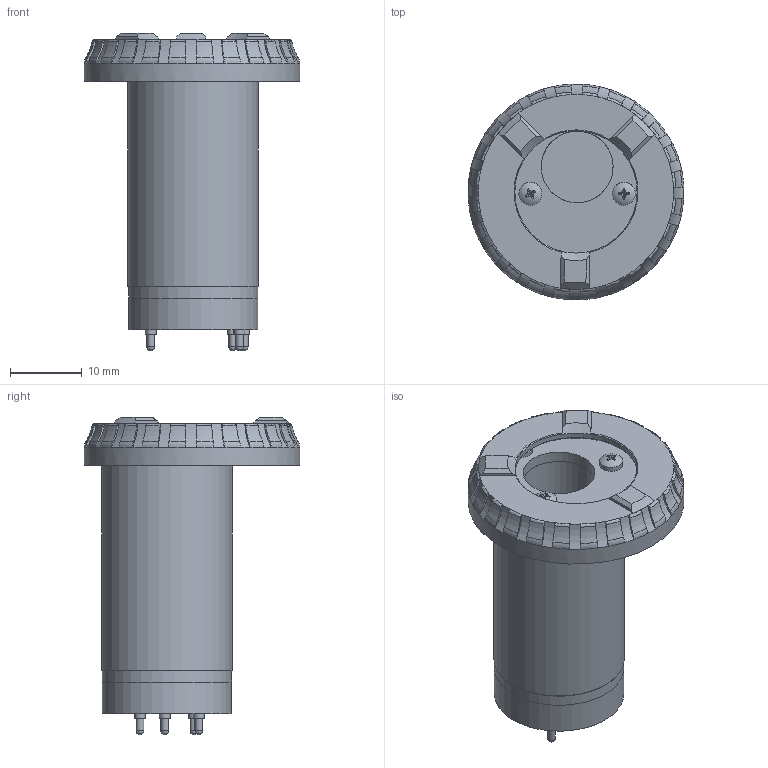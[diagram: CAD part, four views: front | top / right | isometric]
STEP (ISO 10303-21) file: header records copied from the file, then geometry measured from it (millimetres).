
FILE_DESCRIPTION(/* description */ ('Unknown'),/* implementation_level */ '2;1');
FILE_NAME(/* name */ 'ASM TEST_BATT',/* time_stamp */ '2022-12-05T21:06:46+01:00',/* author */ ('Unknown'),/* organization */ ('Unknown'),/* preprocessor_version */ 'ST-DEVELOPER v18.102',/* originating_system */ 'Solid Edge',/* authorisation */ 'Unknown');
FILE_SCHEMA (('AUTOMOTIVE_DESIGN {1 0 10303 214 3 1 1}'));
Length unit declared in the file: millimetre
Products named in the file (9): ASM TEST_BATT; ZOCALO; BASTIDOR TEST; PCB_TEST_BATT_TOP; Tornillo de cabeza ancha DIN 7985 - M1.6x4-A4; TARJETA TEST_BATT_BOT_ASM.par; TARJETA TEST_BATT_BOT; ED10398-ND    DIGI-KEY; TAPA TEST_BATT
Assembly tree (16 placements, depth 3):
  ASM TEST_BATT
    ZOCALO
    BASTIDOR TEST
    PCB_TEST_BATT_TOP
    Tornillo de cabeza ancha DIN 7985 - M1.6x4-A4  x6
    TARJETA TEST_BATT_BOT_ASM.par
      TARJETA TEST_BATT_BOT
      ED10398-ND    DIGI-KEY  x4
      TAPA TEST_BATT
Bounding box: 29.99 x 30 x 44.12 mm (x, y, z)
Volume: 8140.3 mm3; surface area: 8311.9 mm2
Topology: 15 solids, 15 shells, 474 faces, 1156 edges, 732 vertices
Faces by surface type: plane 235, cylinder 114, torus 84, cone 27, sphere 14
Full cylindrical faces by diameter (mm): 0.51 x4, 0.965 x4, 1.07 x4, 1.5 x4, 1.6 x21, 1.63 x4, 1.78 x4, 1.8 x6, 2 x4, 2.5 x4, 2.537 x1, 3.2 x6, 3.5 x2, 10 x3, 17 x1, 18 x2, 18.17 x1, 25.5 x1, 27.3 x1, 27.6 x1, 29.1 x1, 30 x1
Entity records: 10005 total; most frequent: CARTESIAN_POINT 2402, ORIENTED_EDGE 1394, DIRECTION 1354, EDGE_CURVE 697, AXIS2_PLACEMENT_3D 633, VERTEX_POINT 505, FACE_BOUND 440, EDGE_LOOP 430
